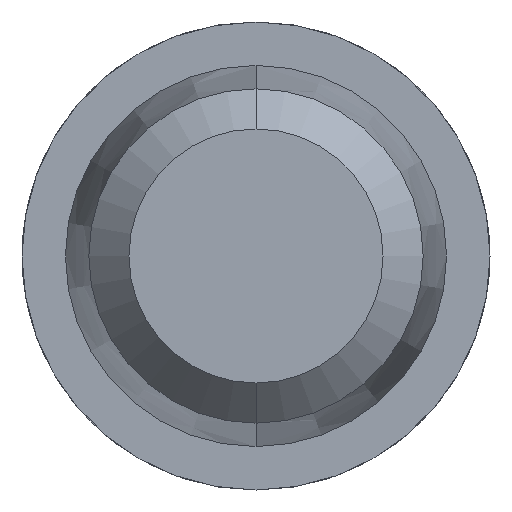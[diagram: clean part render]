
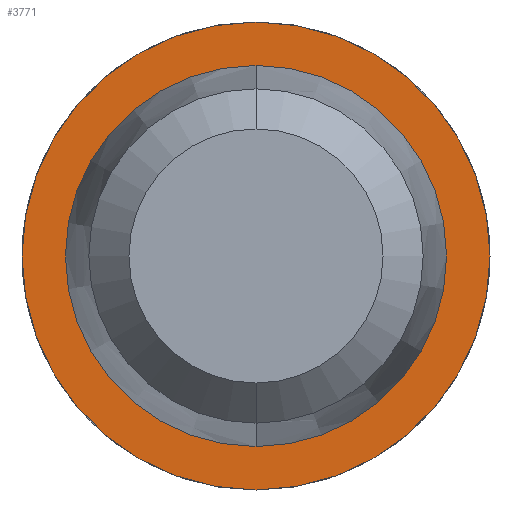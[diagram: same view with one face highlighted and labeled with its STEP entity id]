
A CAD part, front view. The second image highlights one B-rep face of the part: STEP entity #3771.
In plain terms, the highlighted planar face has unit normal (0, -1, 0).
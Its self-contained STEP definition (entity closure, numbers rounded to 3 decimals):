
#62 = EDGE_CURVE ( 'Defeature ausgef�hrt2_9+Defeature ausgef�hrt2_10+Defeature ausgef�hrt2_10+Defeature ausgef�hrt2_10', #3388, #2725, #964, .T. ) ;
#180 = AXIS2_PLACEMENT_3D ( 'NONE', #263, #3060, #3744 ) ;
#263 = CARTESIAN_POINT ( 'NONE',  ( 0., 26., 0. ) ) ;
#634 = CARTESIAN_POINT ( 'NONE',  ( 0.57, 26., 0. ) ) ;
#671 = DIRECTION ( 'NONE',  ( 0., 0., -1. ) ) ;
#774 = ORIENTED_EDGE ( 'NONE', *, *, #2037, .T. ) ;
#899 = DIRECTION ( 'NONE',  ( 0., 0., -1. ) ) ;
#927 = EDGE_LOOP ( 'NONE', ( #989, #774 ) ) ;
#964 = CIRCLE ( 'NONE', #4260, 0.57 ) ;
#987 = PLANE ( 'NONE',  #3538 ) ;
#989 = ORIENTED_EDGE ( 'NONE', *, *, #2741, .T. ) ;
#1039 = DIRECTION ( 'NONE',  ( 0., -1., 0. ) ) ;
#1071 = CIRCLE ( 'NONE', #2427, 0.7 ) ;
#1277 = ORIENTED_EDGE ( 'NONE', *, *, #3187, .F. ) ;
#1281 = CARTESIAN_POINT ( 'NONE',  ( 0., 26., 0. ) ) ;
#1575 = EDGE_LOOP ( 'NONE', ( #1277, #3019 ) ) ;
#1587 = VERTEX_POINT ( 'NONE', #2892 ) ;
#1748 = CARTESIAN_POINT ( 'NONE',  ( 0., 26., -0.57 ) ) ;
#1755 = FACE_BOUND ( 'NONE', #1575, .T. ) ;
#1956 = CARTESIAN_POINT ( 'NONE',  ( 0., 26., 0.7 ) ) ;
#2005 = CARTESIAN_POINT ( 'NONE',  ( 0., 26., 0. ) ) ;
#2014 = DIRECTION ( 'NONE',  ( 0., 0., -1. ) ) ;
#2037 = EDGE_CURVE ( 'Defeature ausgef�hrt2_10+Defeature ausgef�hrt2_11+Defeature ausgef�hrt2_11+Defeature ausgef�hrt2_11', #3754, #1587, #3296, .T. ) ;
#2124 = FACE_OUTER_BOUND ( 'NONE', #927, .T. ) ;
#2351 = DIRECTION ( 'NONE',  ( 0., -1., 0. ) ) ;
#2427 = AXIS2_PLACEMENT_3D ( 'NONE', #4281, #1039, #671 ) ;
#2725 = VERTEX_POINT ( 'NONE', #4051 ) ;
#2741 = EDGE_CURVE ( 'Defeature ausgef�hrt2_10+Defeature ausgef�hrt2_11+Defeature ausgef�hrt2_11+Defeature ausgef�hrt2_11', #1587, #3754, #1071, .T. ) ;
#2892 = CARTESIAN_POINT ( 'NONE',  ( 0., 26., -0.7 ) ) ;
#3019 = ORIENTED_EDGE ( 'NONE', *, *, #62, .F. ) ;
#3060 = DIRECTION ( 'NONE',  ( 0., -1., 0. ) ) ;
#3187 = EDGE_CURVE ( 'Defeature ausgef�hrt2_9+Defeature ausgef�hrt2_10+Defeature ausgef�hrt2_10+Defeature ausgef�hrt2_10', #2725, #3388, #4437, .T. ) ;
#3296 = CIRCLE ( 'NONE', #4213, 0.7 ) ;
#3388 = VERTEX_POINT ( 'NONE', #1748 ) ;
#3538 = AXIS2_PLACEMENT_3D ( 'NONE', #634, #3665, #2014 ) ;
#3665 = DIRECTION ( 'NONE',  ( 0., -1., 0. ) ) ;
#3744 = DIRECTION ( 'NONE',  ( 0., 0., -1. ) ) ;
#3754 = VERTEX_POINT ( 'NONE', #1956 ) ;
#3771 = ADVANCED_FACE ( 'Defeature ausgef�hrt2_10', ( #2124, #1755 ), #987, .T. ) ;
#3994 = DIRECTION ( 'NONE',  ( 0., -1., 0. ) ) ;
#4027 = DIRECTION ( 'NONE',  ( 0., 0., -1. ) ) ;
#4051 = CARTESIAN_POINT ( 'NONE',  ( 0., 26., 0.57 ) ) ;
#4213 = AXIS2_PLACEMENT_3D ( 'NONE', #1281, #3994, #899 ) ;
#4260 = AXIS2_PLACEMENT_3D ( 'NONE', #2005, #2351, #4027 ) ;
#4281 = CARTESIAN_POINT ( 'NONE',  ( 0., 26., 0. ) ) ;
#4437 = CIRCLE ( 'NONE', #180, 0.57 ) ;
